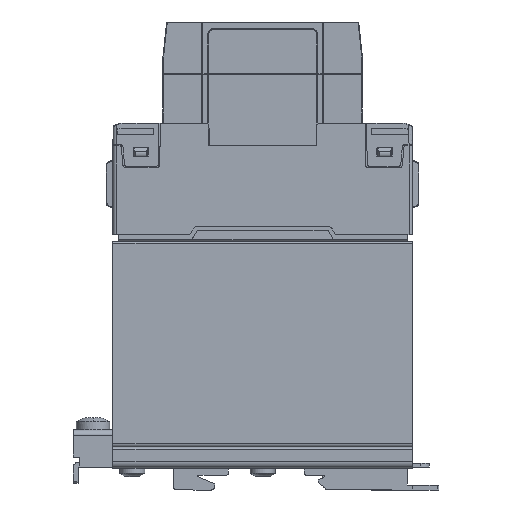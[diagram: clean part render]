
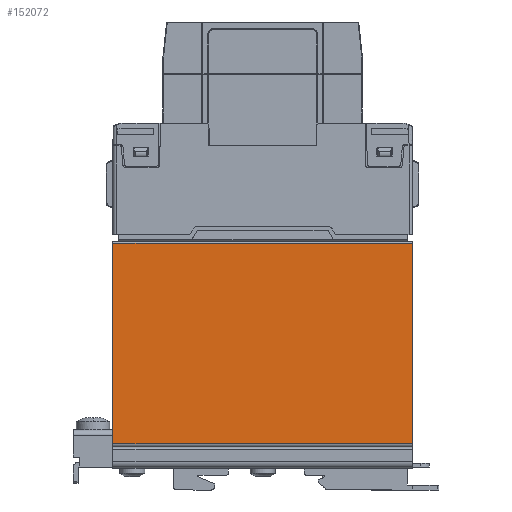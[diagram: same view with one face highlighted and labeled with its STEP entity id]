
A CAD part, left-side view. The second image highlights one B-rep face of the part: STEP entity #152072.
In plain terms, the highlighted planar face has unit normal (-1, 0, 0).
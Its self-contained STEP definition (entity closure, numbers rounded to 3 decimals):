
#147646=CARTESIAN_POINT('',(-35.65,45.,9.4));
#147647=VERTEX_POINT('',#147646);
#147655=CARTESIAN_POINT('',(-35.65,45.,69.7));
#147656=VERTEX_POINT('',#147655);
#147657=CARTESIAN_POINT('',(-35.65,45.,9.4));
#147658=DIRECTION('',(0.0,0.0,1.0));
#147659=VECTOR('',#147658,60.3);
#147660=LINE('',#147657,#147659);
#147661=EDGE_CURVE('',#147647,#147656,#147660,.T.);
#149087=CARTESIAN_POINT('',(-35.65,-45.0,69.7));
#149088=VERTEX_POINT('',#149087);
#149096=CARTESIAN_POINT('',(-35.65,-45.0,9.4));
#149097=VERTEX_POINT('',#149096);
#149098=CARTESIAN_POINT('',(-35.65,-45.,9.4));
#149099=DIRECTION('',(0.0,0.0,1.0));
#149100=VECTOR('',#149099,60.3);
#149101=LINE('',#149098,#149100);
#149102=EDGE_CURVE('',#149097,#149088,#149101,.T.);
#152045=CARTESIAN_POINT('',(-35.65,45.,9.4));
#152046=DIRECTION('',(0.0,-1.0,0.0));
#152047=VECTOR('',#152046,90.);
#152048=LINE('',#152045,#152047);
#152049=EDGE_CURVE('',#147647,#149097,#152048,.T.);
#152056=CARTESIAN_POINT('',(-35.65,45.,9.4));
#152057=DIRECTION('',(-1.0,0.0,0.0));
#152058=DIRECTION('',(0.0,0.0,1.0));
#152059=AXIS2_PLACEMENT_3D('',#152056,#152057,#152058);
#152060=PLANE('',#152059);
#152061=ORIENTED_EDGE('',*,*,#149102,.T.);
#152062=CARTESIAN_POINT('',(-35.65,45.,69.7));
#152063=DIRECTION('',(0.0,-1.0,0.0));
#152064=VECTOR('',#152063,90.);
#152065=LINE('',#152062,#152064);
#152066=EDGE_CURVE('',#147656,#149088,#152065,.T.);
#152067=ORIENTED_EDGE('',*,*,#152066,.F.);
#152068=ORIENTED_EDGE('',*,*,#147661,.F.);
#152069=ORIENTED_EDGE('',*,*,#152049,.T.);
#152070=EDGE_LOOP('',(#152061,#152067,#152068,#152069));
#152071=FACE_OUTER_BOUND('',#152070,.T.);
#152072=ADVANCED_FACE('',(#152071),#152060,.T.);
